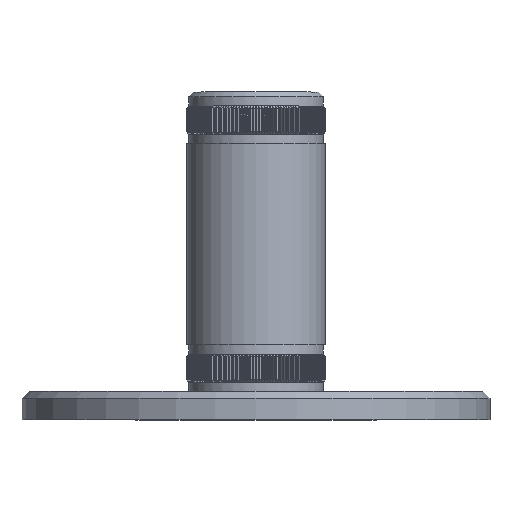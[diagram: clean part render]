
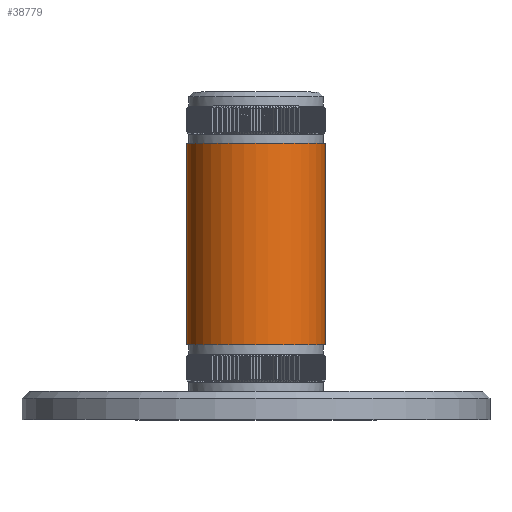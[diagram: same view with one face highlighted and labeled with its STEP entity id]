
A CAD part, top view. The second image highlights one B-rep face of the part: STEP entity #38779.
In plain terms, the highlighted cylindrical face has radius 14.8 mm (diameter 29.6 mm), a full revolution.
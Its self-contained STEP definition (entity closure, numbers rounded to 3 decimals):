
#1220 = ORIENTED_EDGE ( 'NONE', *, *, #17557, .F. ) ;
#2004 = VERTEX_POINT ( 'NONE', #83256 ) ;
#5512 = CARTESIAN_POINT ( 'NONE',  ( 0., 14., 0. ) ) ;
#6527 = EDGE_CURVE ( 'NONE', #2004, #2004, #40517, .T. ) ;
#13923 = CARTESIAN_POINT ( 'NONE',  ( 0., 57., 14.8 ) ) ;
#17214 = DIRECTION ( 'NONE',  ( 0., 0., -1. ) ) ;
#17557 = EDGE_CURVE ( 'NONE', #39337, #39337, #72232, .T. ) ;
#27367 = AXIS2_PLACEMENT_3D ( 'NONE', #72358, #86822, #17214 ) ;
#28780 = AXIS2_PLACEMENT_3D ( 'NONE', #5512, #54790, #61941 ) ;
#33033 = EDGE_LOOP ( 'NONE', ( #1220 ) ) ;
#38779 = ADVANCED_FACE ( 'NONE', ( #64317, #55343 ), #76349, .T. ) ;
#39337 = VERTEX_POINT ( 'NONE', #13923 ) ;
#40517 = CIRCLE ( 'NONE', #28780, 14.8 ) ;
#40872 = DIRECTION ( 'NONE',  ( 0., 0., 1. ) ) ;
#48523 = ORIENTED_EDGE ( 'NONE', *, *, #6527, .T. ) ;
#48897 = CARTESIAN_POINT ( 'NONE',  ( 0., 57., 0. ) ) ;
#54790 = DIRECTION ( 'NONE',  ( 0., 1., 0. ) ) ;
#55343 = FACE_OUTER_BOUND ( 'NONE', #58769, .T. ) ;
#58769 = EDGE_LOOP ( 'NONE', ( #48523 ) ) ;
#61941 = DIRECTION ( 'NONE',  ( 0., 0., 1. ) ) ;
#62543 = DIRECTION ( 'NONE',  ( 0., 1., 0. ) ) ;
#64317 = FACE_OUTER_BOUND ( 'NONE', #33033, .T. ) ;
#66798 = AXIS2_PLACEMENT_3D ( 'NONE', #48897, #62543, #40872 ) ;
#72232 = CIRCLE ( 'NONE', #66798, 14.8 ) ;
#72358 = CARTESIAN_POINT ( 'NONE',  ( 0., 57., 0. ) ) ;
#76349 = CYLINDRICAL_SURFACE ( 'NONE', #27367, 14.8 ) ;
#83256 = CARTESIAN_POINT ( 'NONE',  ( 0., 14., 14.8 ) ) ;
#86822 = DIRECTION ( 'NONE',  ( 0., -1., 0. ) ) ;
